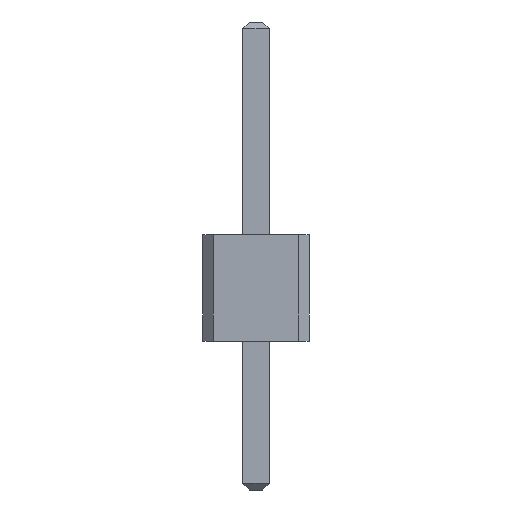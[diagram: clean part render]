
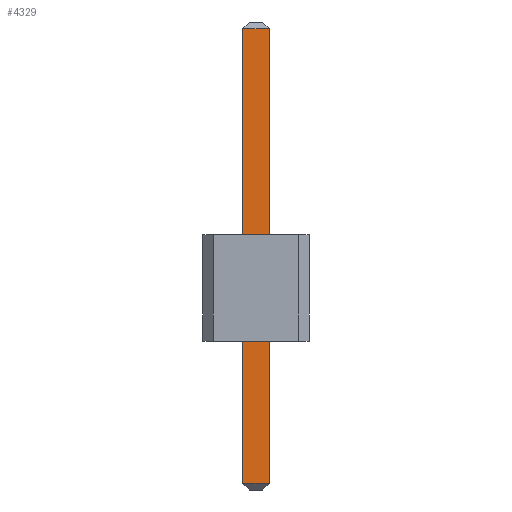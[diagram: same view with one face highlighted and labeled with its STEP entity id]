
A CAD part, front view. The second image highlights one B-rep face of the part: STEP entity #4329.
In plain terms, the highlighted planar face has unit normal (0, -1, 0).
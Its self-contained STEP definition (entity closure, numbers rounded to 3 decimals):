
#13=DIRECTION('',(0.,0.,1.));
#27=VECTOR('',#13,1.);
#67=DIRECTION('',(1.,0.,0.));
#2036=VECTOR('',#67,1.);
#2047=DIRECTION('',(0.,1.,0.));
#4306=EDGE_CURVE('',#4307,#4309,#4311,.T.);
#4307=VERTEX_POINT('',#4308);
#4308=CARTESIAN_POINT('',(-0.25,-68.25,-2.675));
#4309=VERTEX_POINT('',#4310);
#4310=CARTESIAN_POINT('',(-0.25,-68.25,5.875));
#4311=LINE('',#4312,#27);
#4312=CARTESIAN_POINT('',(-0.25,-68.25,-2.8));
#4329=ADVANCED_FACE('',(#4330),#4347,.F.);
#4330=FACE_BOUND('',#4331,.F.);
#4331=EDGE_LOOP('',(#4332,#4340,#4343,#4344));
#4332=ORIENTED_EDGE('',*,*,#4333,.F.);
#4333=EDGE_CURVE('',#4334,#4336,#4338,.T.);
#4334=VERTEX_POINT('',#4335);
#4335=CARTESIAN_POINT('',(0.25,-68.25,-2.675));
#4336=VERTEX_POINT('',#4337);
#4337=CARTESIAN_POINT('',(0.25,-68.25,5.875));
#4338=LINE('',#4339,#27);
#4339=CARTESIAN_POINT('',(0.25,-68.25,-2.8));
#4340=ORIENTED_EDGE('',*,*,#4341,.F.);
#4341=EDGE_CURVE('',#4307,#4334,#4342,.T.);
#4342=LINE('',#4308,#2036);
#4343=ORIENTED_EDGE('',*,*,#4306,.T.);
#4344=ORIENTED_EDGE('',*,*,#4345,.T.);
#4345=EDGE_CURVE('',#4309,#4336,#4346,.T.);
#4346=LINE('',#4310,#2036);
#4347=PLANE('',#4348);
#4348=AXIS2_PLACEMENT_3D('',#4312,#2047,#13);
